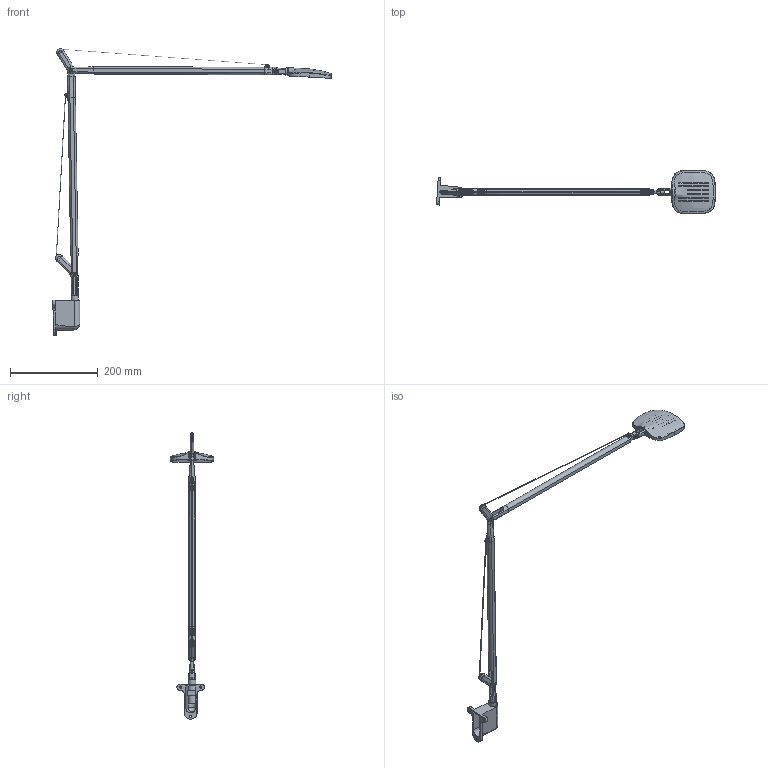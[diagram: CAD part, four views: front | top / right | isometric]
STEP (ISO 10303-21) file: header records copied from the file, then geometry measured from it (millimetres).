
FILE_DESCRIPTION(/* description */ (''),/* implementation_level */ '2;1');
FILE_NAME(/* name */ 'F432545350xxWL.stp',/* time_stamp */ '2020-01-17T10:44:14+01:00',/* author */ ('sghezzi'),/* organization */ (''),/* preprocessor_version */ 'ST-DEVELOPER v17.2',/* originating_system */ 'Autodesk Inventor 2019',/* authorisation */ '');
FILE_SCHEMA (('AUTOMOTIVE_DESIGN { 1 0 10303 214 3 1 1 }'));
Length unit declared in the file: millimetre
Products named in the file (2): Volee_corpo_4286_con attacco parete; Volee_corpo_4286_con attacco parete_Substitute_2
Assembly tree (1 placements, depth 2):
  Volee_corpo_4286_con attacco parete
    Volee_corpo_4286_con attacco parete_Substitute_2
Bounding box: 635.99 x 100 x 653.52 mm (x, y, z)
Volume: 363173 mm3; surface area: 172076.6 mm2
Topology: 8 solids, 8 shells, 793 faces, 2032 edges, 1250 vertices
Faces by surface type: plane 306, bspline 231, cylinder 167, cone 55, torus 24, sphere 10
Full cylindrical faces by diameter (mm): 1.3 x2, 3 x4, 3.4 x1, 4.05 x2, 4.1 x5, 4.2 x9, 4.917 x1, 5 x3, 6.2 x1, 8 x11, 9.2 x4, 12 x1, 12.2 x1, 14 x1, 15.8 x1, 16 x2, 17 x2, 18 x1
Entity records: 43499 total; most frequent: CARTESIAN_POINT 24712, ORIENTED_EDGE 4048, DIRECTION 3344, EDGE_CURVE 2024, AXIS2_PLACEMENT_3D 1273, VERTEX_POINT 1248, EDGE_LOOP 858, STYLED_ITEM 799
